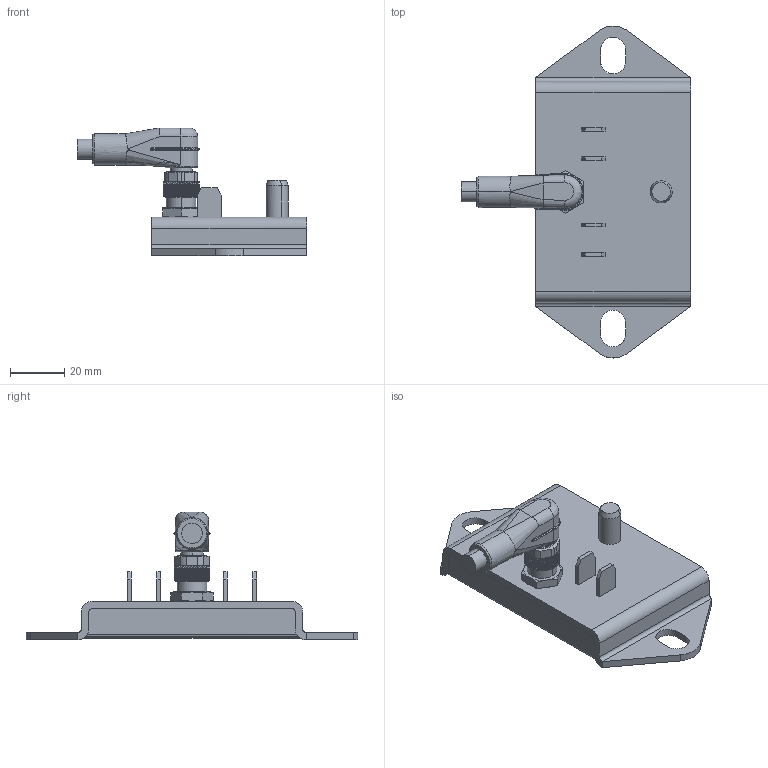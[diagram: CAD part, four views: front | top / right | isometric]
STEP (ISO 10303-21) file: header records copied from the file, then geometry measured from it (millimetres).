
FILE_DESCRIPTION(('FreeCAD Model'),'2;1');
FILE_NAME('Open CASCADE Shape Model','2025-04-30T11:15:53',('FreeCAD'),( 'FreeCAD'),'Open CASCADE STEP processor 7.6','FreeCAD','Unknown');
FILE_SCHEMA(('AUTOMOTIVE_DESIGN { 1 0 10303 214 1 1 1 1 }'));
Products named in the file (1): Open CASCADE STEP translator 7.6 1
Bounding box: 84.46 x 122.36 x 47.11 mm (x, y, z)
Volume: 74585.9 mm3; surface area: 21295.1 mm2
Topology: 3 solids, 7 shells, 720 faces, 1889 edges, 1183 vertices
Faces by surface type: bspline 720
Entity records: 40491 total; most frequent: CARTESIAN_POINT 30137, ORIENTED_EDGE 3730, EDGE_CURVE 1865, VERTEX_POINT 1183, B_SPLINE_CURVE_WITH_KNOTS 1027, FACE_BOUND 750, EDGE_LOOP 750, ADVANCED_FACE 720
